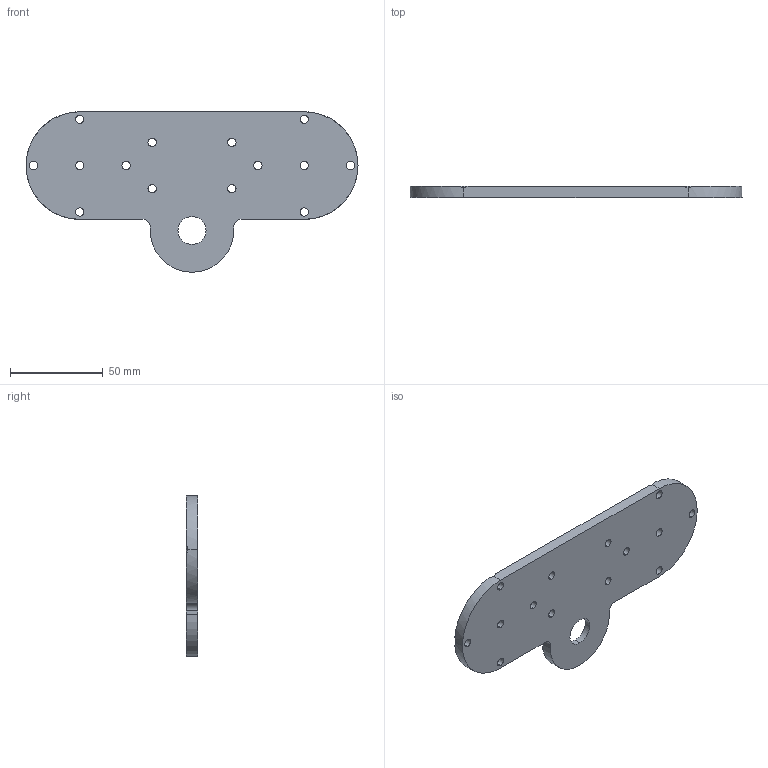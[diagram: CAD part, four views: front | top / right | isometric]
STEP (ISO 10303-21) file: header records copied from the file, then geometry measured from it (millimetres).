
FILE_DESCRIPTION (( 'STEP AP203' ), '1' );
FILE_NAME ('REM_USI_105.STEP', '2021-05-21T13:52:20', ( '' ), ( '' ), 'SwSTEP 2.0', 'SolidWorks 2016', '' );
FILE_SCHEMA (( 'CONFIG_CONTROL_DESIGN' ));
Length unit declared in the file: millimetre
Products named in the file (1): REM_USI_105
Bounding box: 179 x 6 x 86.5 mm (x, y, z)
Volume: 60085.3 mm3; surface area: 24790 mm2
Topology: 1 solids, 1 shells, 74 faces, 199 edges, 122 vertices
Faces by surface type: cylinder 38, cone 28, plane 8
Entity records: 2522 total; most frequent: CARTESIAN_POINT 469, DIRECTION 445, ORIENTED_EDGE 398, EDGE_CURVE 199, AXIS2_PLACEMENT_3D 182, VERTEX_POINT 122, CIRCLE 107, EDGE_LOOP 99
